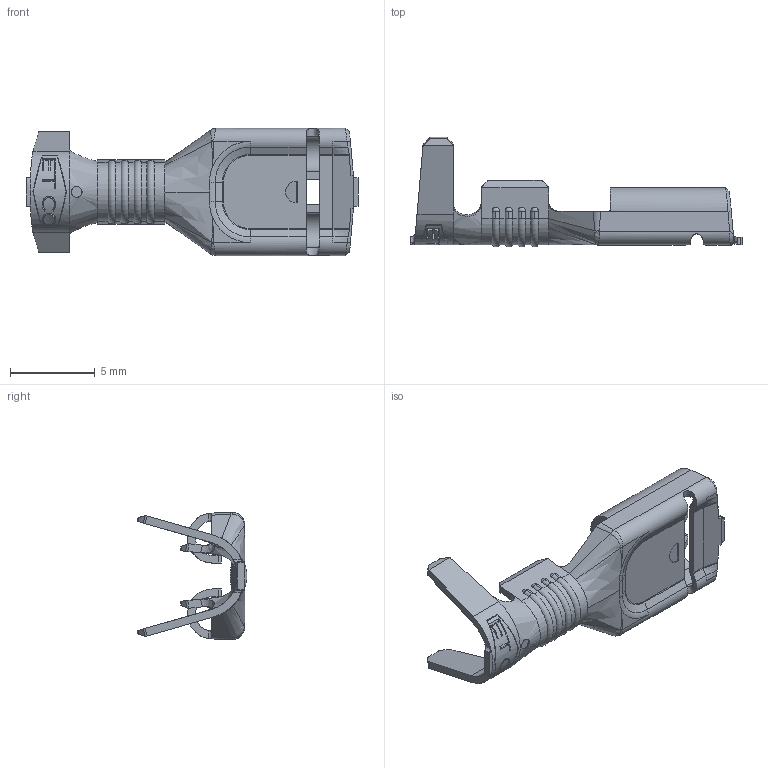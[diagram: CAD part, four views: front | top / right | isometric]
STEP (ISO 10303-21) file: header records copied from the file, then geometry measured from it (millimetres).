
FILE_DESCRIPTION (( 'STEP AP203' ), '1' );
FILE_NAME ('07684.STEP', '2015-01-28T18:36:22', ( '' ), ( '' ), 'SwSTEP 2.0', 'SolidWorks 2014', '' );
FILE_SCHEMA (( 'CONFIG_CONTROL_DESIGN' ));
Length unit declared in the file: inch
Products named in the file (1): 07684
Bounding box: 19.56 x 6.47 x 7.49 mm (x, y, z)
Volume: 105.2 mm3; surface area: 532.6 mm2
Topology: 1 solids, 1 shells, 417 faces, 1056 edges, 648 vertices
Faces by surface type: plane 205, bspline 93, cylinder 87, torus 12, cone 12, sphere 8
Entity records: 15834 total; most frequent: CARTESIAN_POINT 6539, ORIENTED_EDGE 2112, DIRECTION 1642, EDGE_CURVE 1056, VERTEX_POINT 648, VECTOR 604, LINE 604, AXIS2_PLACEMENT_3D 519
